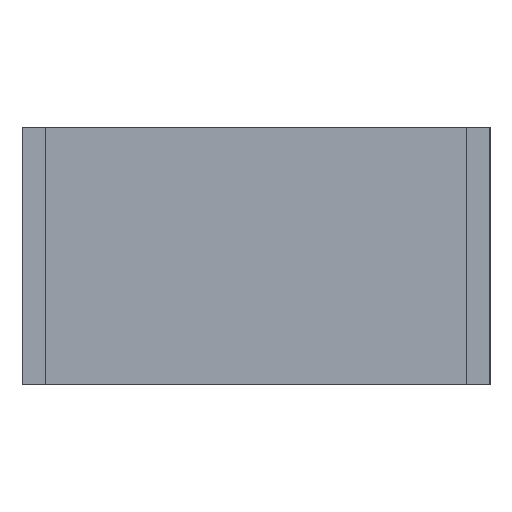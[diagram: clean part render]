
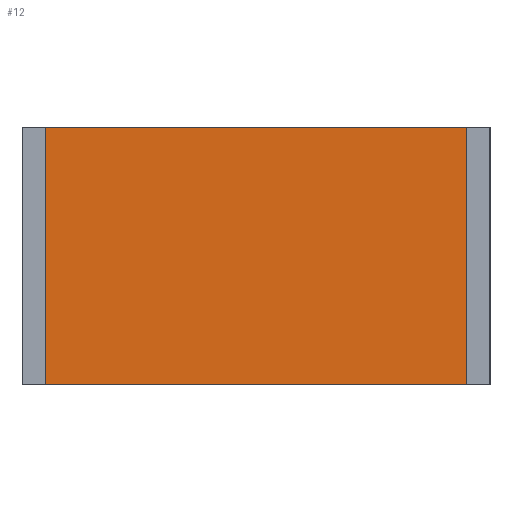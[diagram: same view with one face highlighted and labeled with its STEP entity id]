
A CAD part, left-side view. The second image highlights one B-rep face of the part: STEP entity #12.
In plain terms, the highlighted planar face has unit normal (-1, 0, 0).
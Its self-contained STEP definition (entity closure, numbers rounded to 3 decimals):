
#12 = ADVANCED_FACE ( 'NONE', ( #225 ), #112, .T. ) ;
#87 = CARTESIAN_POINT ( 'NONE',  ( -64.959, -52.919, 38.897 ) ) ;
#98 = VERTEX_POINT ( 'NONE', #1009 ) ;
#110 = VECTOR ( 'NONE', #418, 1000. ) ;
#112 = PLANE ( 'NONE',  #433 ) ;
#119 = EDGE_CURVE ( 'NONE', #98, #385, #681, .T. ) ;
#124 = DIRECTION ( 'NONE',  ( -1., 0., 0. ) ) ;
#145 = VECTOR ( 'NONE', #487, 1000. ) ;
#225 = FACE_OUTER_BOUND ( 'NONE', #726, .T. ) ;
#304 = CARTESIAN_POINT ( 'NONE',  ( -64.959, -34.919, 16.897 ) ) ;
#315 = VECTOR ( 'NONE', #369, 1000. ) ;
#364 = EDGE_CURVE ( 'NONE', #982, #934, #572, .T. ) ;
#369 = DIRECTION ( 'NONE',  ( 0., 0., 1. ) ) ;
#385 = VERTEX_POINT ( 'NONE', #426 ) ;
#391 = ORIENTED_EDGE ( 'NONE', *, *, #364, .T. ) ;
#413 = ORIENTED_EDGE ( 'NONE', *, *, #422, .T. ) ;
#418 = DIRECTION ( 'NONE',  ( 0., 1., 0. ) ) ;
#422 = EDGE_CURVE ( 'NONE', #385, #982, #629, .T. ) ;
#426 = CARTESIAN_POINT ( 'NONE',  ( -64.959, -52.919, 16.897 ) ) ;
#430 = DIRECTION ( 'NONE',  ( 0., 0., 1. ) ) ;
#433 = AXIS2_PLACEMENT_3D ( 'NONE', #466, #124, #803 ) ;
#449 = CARTESIAN_POINT ( 'NONE',  ( -64.959, -16.919, 27.897 ) ) ;
#466 = CARTESIAN_POINT ( 'NONE',  ( -64.959, -52.919, 38.897 ) ) ;
#469 = VECTOR ( 'NONE', #430, 1000. ) ;
#486 = ORIENTED_EDGE ( 'NONE', *, *, #119, .T. ) ;
#487 = DIRECTION ( 'NONE',  ( 0., -1., 0. ) ) ;
#491 = EDGE_CURVE ( 'NONE', #98, #934, #1123, .T. ) ;
#525 = CARTESIAN_POINT ( 'NONE',  ( -64.959, -34.919, 38.897 ) ) ;
#572 = LINE ( 'NONE', #525, #110 ) ;
#629 = LINE ( 'NONE', #960, #469 ) ;
#681 = LINE ( 'NONE', #304, #145 ) ;
#726 = EDGE_LOOP ( 'NONE', ( #486, #413, #391, #729 ) ) ;
#729 = ORIENTED_EDGE ( 'NONE', *, *, #491, .F. ) ;
#803 = DIRECTION ( 'NONE',  ( 0., 1., 0. ) ) ;
#934 = VERTEX_POINT ( 'NONE', #1108 ) ;
#960 = CARTESIAN_POINT ( 'NONE',  ( -64.959, -52.919, 27.897 ) ) ;
#982 = VERTEX_POINT ( 'NONE', #87 ) ;
#1009 = CARTESIAN_POINT ( 'NONE',  ( -64.959, -16.919, 16.897 ) ) ;
#1108 = CARTESIAN_POINT ( 'NONE',  ( -64.959, -16.919, 38.897 ) ) ;
#1123 = LINE ( 'NONE', #449, #315 ) ;
